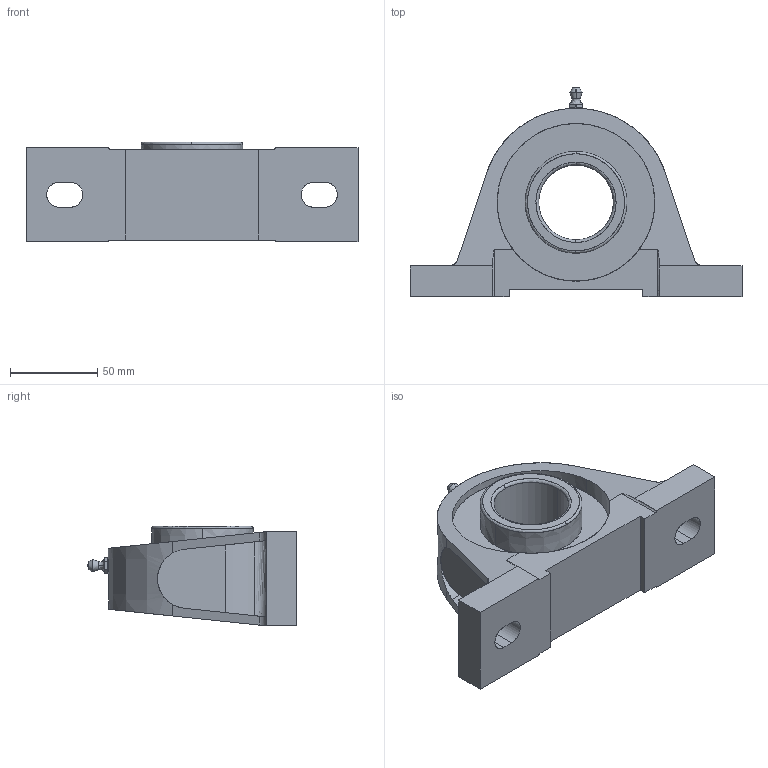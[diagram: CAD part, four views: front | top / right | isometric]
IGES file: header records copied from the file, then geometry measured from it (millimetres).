
Start section: SolidWorks IGES file using analytic representation for surfaces
Global section: file name: CRDEFAU020214222383.igs; native system: SolidWorks 2016; preprocessor: SolidWorks 2016; author: partstream; date: 160202.140204; units: millimetre
Bounding box: 190.5 x 119.94 x 57.15 mm (x, y, z)
Surface area: 69709.6 mm2 (no closed solid volume)
Topology: 0 solids, 0 shells, 103 faces, 2223 edges, 2226 vertices
Faces by surface type: bspline 70, revolution 33
